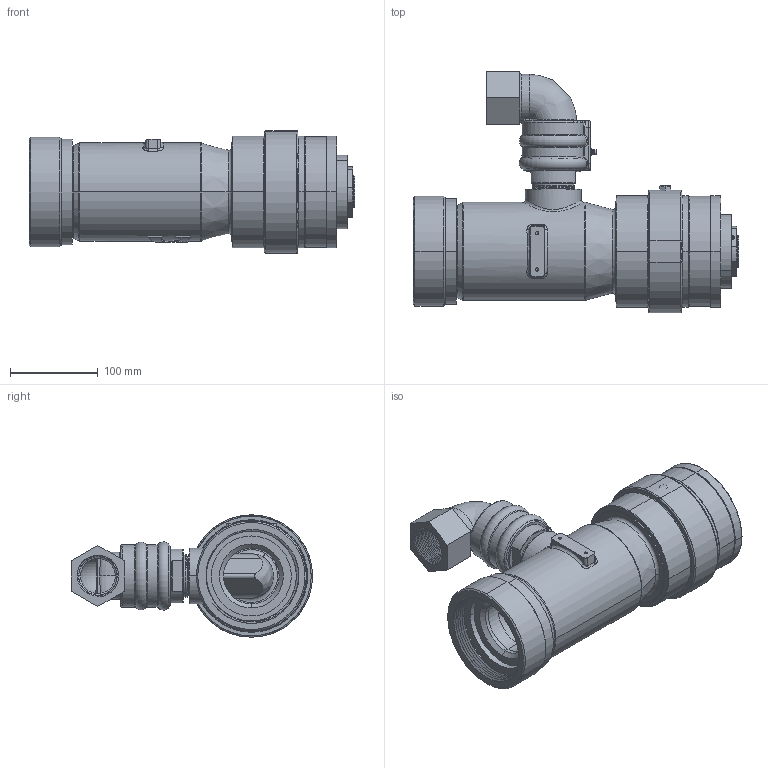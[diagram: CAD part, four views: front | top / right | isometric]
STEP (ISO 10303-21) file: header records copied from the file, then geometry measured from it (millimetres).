
FILE_DESCRIPTION((''),'2;1');
FILE_NAME('4039_3_5_MANUAL_W_ELB','2016-10-27T',('sobrien2'),(''),'CREO PARAMETRIC BY PTC INC, 2015290','CREO PARAMETRIC BY PTC INC, 2015290','');
FILE_SCHEMA(('CONFIG_CONTROL_DESIGN'));
Products named in the file (1): 4039_3_5_MANUAL_W_ELB
Bounding box: 371.02 x 275.18 x 139.7 mm (x, y, z)
Surface area: 624093.3 mm2 (no closed solid volume)
Topology: 0 solids, 36 shells, 860 faces, 2496 edges, 1661 vertices
Faces by surface type: cylinder 320, plane 167, cone 144, bspline 132, torus 88, sphere 9
Entity records: 65933 total; most frequent: CARTESIAN_POINT 45404, ORIENTED_EDGE 4292, DIRECTION 3766, EDGE_CURVE 2486, VERTEX_POINT 1661, AXIS2_PLACEMENT_3D 1482, B_SPLINE_CURVE_WITH_KNOTS 930, EDGE_LOOP 921
